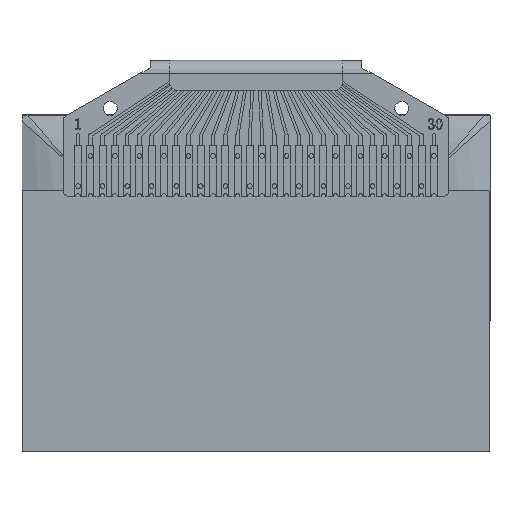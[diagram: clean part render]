
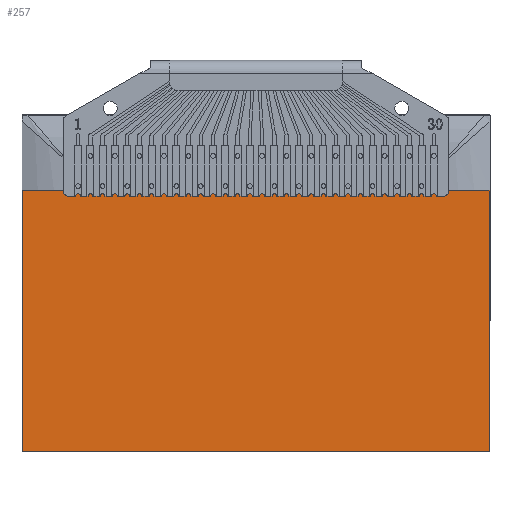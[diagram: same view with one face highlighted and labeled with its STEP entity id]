
A CAD part, front view. The second image highlights one B-rep face of the part: STEP entity #257.
In plain terms, the highlighted planar face has unit normal (0, -1, 0).
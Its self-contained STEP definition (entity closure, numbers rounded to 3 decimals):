
#257 = ADVANCED_FACE ( 'NONE', ( #18080 ), #11565, .F. ) ;
#369 = CARTESIAN_POINT ( 'NONE',  ( 0., -0.7, 0. ) ) ;
#929 = CARTESIAN_POINT ( 'NONE',  ( -13.35, -0.7, 5.27 ) ) ;
#1201 = VERTEX_POINT ( 'NONE', #929 ) ;
#1672 = ORIENTED_EDGE ( 'NONE', *, *, #2737, .T. ) ;
#2737 = EDGE_CURVE ( 'NONE', #1201, #18619, #17265, .T. ) ;
#3684 = EDGE_CURVE ( 'NONE', #16864, #1201, #30014, .T. ) ;
#4298 = CARTESIAN_POINT ( 'NONE',  ( -13.35, -0.7, 0.303 ) ) ;
#4352 = CARTESIAN_POINT ( 'NONE',  ( -4.45, -0.7, 5.27 ) ) ;
#4930 = CARTESIAN_POINT ( 'NONE',  ( 13.35, -0.7, 5.27 ) ) ;
#5670 = CARTESIAN_POINT ( 'NONE',  ( 4.45, -0.7, -9.63 ) ) ;
#5688 = CARTESIAN_POINT ( 'NONE',  ( 13.35, -0.7, -9.63 ) ) ;
#7009 = CARTESIAN_POINT ( 'NONE',  ( -13.35, -0.7, 5.27 ) ) ;
#7619 = B_SPLINE_CURVE_WITH_KNOTS ( 'NONE', 3,
 ( #26640, #23561, #5670, #22984 ),
 .UNSPECIFIED., .F., .F.,
 ( 4, 4 ),
 ( 0., 1. ),
 .UNSPECIFIED. ) ;
#11565 = PLANE ( 'NONE',  #16823 ) ;
#12064 = CARTESIAN_POINT ( 'NONE',  ( -13.35, -0.7, -9.63 ) ) ;
#12625 = CARTESIAN_POINT ( 'NONE',  ( -13.35, -0.7, -4.663 ) ) ;
#14376 = CARTESIAN_POINT ( 'NONE',  ( 13.35, -0.7, -4.663 ) ) ;
#16655 = ORIENTED_EDGE ( 'NONE', *, *, #3684, .T. ) ;
#16823 = AXIS2_PLACEMENT_3D ( 'NONE', #369, #31890, #20358 ) ;
#16864 = VERTEX_POINT ( 'NONE', #37066 ) ;
#17265 = B_SPLINE_CURVE_WITH_KNOTS ( 'NONE', 3,
 ( #7009, #4298, #12625, #27755 ),
 .UNSPECIFIED., .F., .F.,
 ( 4, 4 ),
 ( 0., 1. ),
 .UNSPECIFIED. ) ;
#18080 = FACE_OUTER_BOUND ( 'NONE', #20456, .T. ) ;
#18596 = EDGE_CURVE ( 'NONE', #18619, #33225, #7619, .T. ) ;
#18619 = VERTEX_POINT ( 'NONE', #12064 ) ;
#19602 = ORIENTED_EDGE ( 'NONE', *, *, #18596, .T. ) ;
#20358 = DIRECTION ( 'NONE',  ( 0., 0., 1. ) ) ;
#20456 = EDGE_LOOP ( 'NONE', ( #1672, #19602, #20919, #16655 ) ) ;
#20919 = ORIENTED_EDGE ( 'NONE', *, *, #36740, .T. ) ;
#22411 = CARTESIAN_POINT ( 'NONE',  ( 4.45, -0.7, 5.27 ) ) ;
#22984 = CARTESIAN_POINT ( 'NONE',  ( 13.35, -0.7, -9.63 ) ) ;
#23561 = CARTESIAN_POINT ( 'NONE',  ( -4.45, -0.7, -9.63 ) ) ;
#26640 = CARTESIAN_POINT ( 'NONE',  ( -13.35, -0.7, -9.63 ) ) ;
#27171 = CARTESIAN_POINT ( 'NONE',  ( 13.35, -0.7, -9.63 ) ) ;
#27755 = CARTESIAN_POINT ( 'NONE',  ( -13.35, -0.7, -9.63 ) ) ;
#27875 = B_SPLINE_CURVE_WITH_KNOTS ( 'NONE', 3,
 ( #5688, #14376, #34917, #29351 ),
 .UNSPECIFIED., .F., .F.,
 ( 4, 4 ),
 ( 0., 1. ),
 .UNSPECIFIED. ) ;
#29351 = CARTESIAN_POINT ( 'NONE',  ( 13.35, -0.7, 5.27 ) ) ;
#30014 = B_SPLINE_CURVE_WITH_KNOTS ( 'NONE', 3,
 ( #4930, #22411, #4352, #31079 ),
 .UNSPECIFIED., .F., .F.,
 ( 4, 4 ),
 ( 0., 1. ),
 .UNSPECIFIED. ) ;
#31079 = CARTESIAN_POINT ( 'NONE',  ( -13.35, -0.7, 5.27 ) ) ;
#31890 = DIRECTION ( 'NONE',  ( 0., 1., 0. ) ) ;
#33225 = VERTEX_POINT ( 'NONE', #27171 ) ;
#34917 = CARTESIAN_POINT ( 'NONE',  ( 13.35, -0.7, 0.303 ) ) ;
#36740 = EDGE_CURVE ( 'NONE', #33225, #16864, #27875, .T. ) ;
#37066 = CARTESIAN_POINT ( 'NONE',  ( 13.35, -0.7, 5.27 ) ) ;
